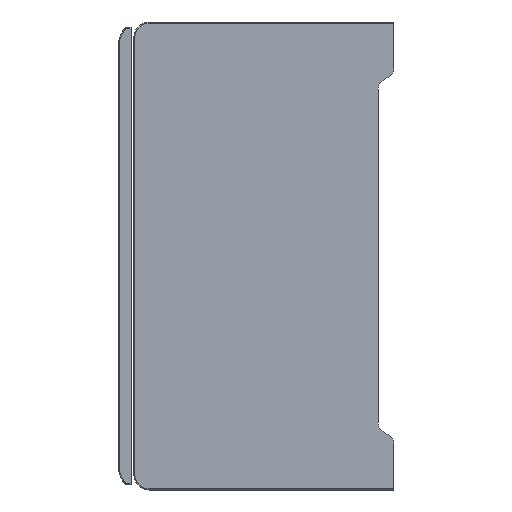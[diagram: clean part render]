
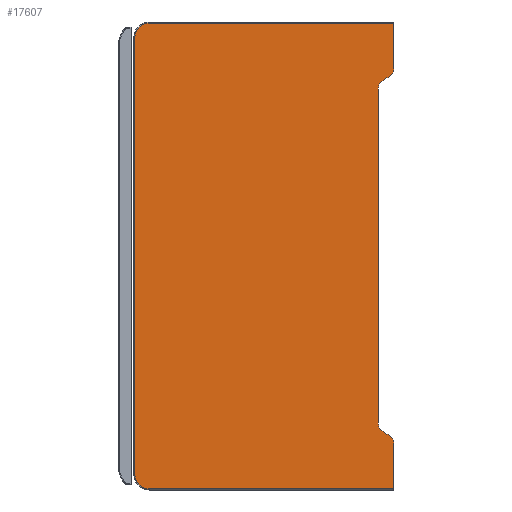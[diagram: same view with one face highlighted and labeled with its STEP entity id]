
A CAD part, left-side view. The second image highlights one B-rep face of the part: STEP entity #17607.
In plain terms, the highlighted planar face has unit normal (-1, 0, 0).
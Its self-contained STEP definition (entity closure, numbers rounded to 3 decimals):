
#2467=DIRECTION('',(0.,0.866,0.5));
#2468=VECTOR('',#2467,1.309);
#2469=CARTESIAN_POINT('',(-110.,0.866,-34.5));
#2470=LINE('',#2469,#2468);
#2471=CARTESIAN_POINT('',(-110.,1.732,-36.));
#2472=DIRECTION('',(1.,0.,0.));
#2473=DIRECTION('',(0.,-0.5,0.866));
#2474=AXIS2_PLACEMENT_3D('',#2471,#2472,#2473);
#2476=DIRECTION('',(0.,0.,-1.));
#2477=VECTOR('',#2476,8.8);
#2478=CARTESIAN_POINT('',(-110.,0.,-36.));
#2479=LINE('',#2478,#2477);
#2480=DIRECTION('',(0.,1.,0.));
#2481=VECTOR('',#2480,47.);
#2482=CARTESIAN_POINT('',(-110.,0.,-44.8));
#2483=LINE('',#2482,#2481);
#2484=CARTESIAN_POINT('',(-110.,47.,-42.));
#2485=DIRECTION('',(1.,0.,0.));
#2486=DIRECTION('',(0.,0.,-1.));
#2487=AXIS2_PLACEMENT_3D('',#2484,#2485,#2486);
#2489=DIRECTION('',(0.,0.,1.));
#2490=VECTOR('',#2489,84.);
#2491=CARTESIAN_POINT('',(-110.,49.8,-42.));
#2492=LINE('',#2491,#2490);
#2493=CARTESIAN_POINT('',(-110.,47.,42.));
#2494=DIRECTION('',(1.,0.,0.));
#2495=DIRECTION('',(0.,1.,0.));
#2496=AXIS2_PLACEMENT_3D('',#2493,#2494,#2495);
#2498=DIRECTION('',(0.,-1.,0.));
#2499=VECTOR('',#2498,47.);
#2500=CARTESIAN_POINT('',(-110.,47.,44.8));
#2501=LINE('',#2500,#2499);
#2502=DIRECTION('',(0.,0.,-1.));
#2503=VECTOR('',#2502,8.8);
#2504=CARTESIAN_POINT('',(-110.,0.,44.8));
#2505=LINE('',#2504,#2503);
#2506=CARTESIAN_POINT('',(-110.,1.732,36.));
#2507=DIRECTION('',(1.,0.,0.));
#2508=DIRECTION('',(0.,-1.,0.));
#2509=AXIS2_PLACEMENT_3D('',#2506,#2507,#2508);
#2511=DIRECTION('',(0.,-0.866,0.5));
#2512=VECTOR('',#2511,1.309);
#2513=CARTESIAN_POINT('',(-110.,2.,33.845));
#2514=LINE('',#2513,#2512);
#2515=CARTESIAN_POINT('',(-110.,1.,32.113));
#2516=DIRECTION('',(1.,0.,0.));
#2517=DIRECTION('',(0.,1.,0.));
#2518=AXIS2_PLACEMENT_3D('',#2515,#2516,#2517);
#2520=DIRECTION('',(0.,0.,1.));
#2521=VECTOR('',#2520,64.226);
#2522=CARTESIAN_POINT('',(-110.,3.,-32.113));
#2523=LINE('',#2522,#2521);
#2524=CARTESIAN_POINT('',(-110.,1.,-32.113));
#2525=DIRECTION('',(1.,0.,0.));
#2526=DIRECTION('',(0.,0.5,-0.866));
#2527=AXIS2_PLACEMENT_3D('',#2524,#2525,#2526);
#12018=CARTESIAN_POINT('',(-110.,0.,44.8));
#12020=VERTEX_POINT('',#12018);
#12021=CARTESIAN_POINT('',(-110.,47.,44.8));
#12022=VERTEX_POINT('',#12021);
#12027=CARTESIAN_POINT('',(-110.,49.8,42.));
#12028=VERTEX_POINT('',#12027);
#12031=CARTESIAN_POINT('',(-110.,49.8,-42.));
#12032=VERTEX_POINT('',#12031);
#12035=CARTESIAN_POINT('',(-110.,47.,-44.8));
#12036=VERTEX_POINT('',#12035);
#12037=CARTESIAN_POINT('',(-110.,0.,-44.8));
#12039=VERTEX_POINT('',#12037);
#12121=CARTESIAN_POINT('',(-110.,0.866,-34.5));
#12122=CARTESIAN_POINT('',(-110.,2.,-33.845));
#12123=VERTEX_POINT('',#12121);
#12124=VERTEX_POINT('',#12122);
#12125=CARTESIAN_POINT('',(-110.,3.,-32.113));
#12126=VERTEX_POINT('',#12125);
#12127=CARTESIAN_POINT('',(-110.,3.,32.113));
#12128=VERTEX_POINT('',#12127);
#12129=CARTESIAN_POINT('',(-110.,2.,33.845));
#12130=VERTEX_POINT('',#12129);
#12131=CARTESIAN_POINT('',(-110.,0.866,34.5));
#12132=VERTEX_POINT('',#12131);
#12133=CARTESIAN_POINT('',(-110.,0.,36.));
#12134=VERTEX_POINT('',#12133);
#12135=CARTESIAN_POINT('',(-110.,0.,-36.));
#12136=VERTEX_POINT('',#12135);
#17583=CARTESIAN_POINT('',(-110.,0.,-45.));
#17584=DIRECTION('',(-1.,0.,0.));
#17585=DIRECTION('',(0.,0.,1.));
#17586=AXIS2_PLACEMENT_3D('',#17583,#17584,#17585);
#17587=PLANE('',#17586);
#17588=ORIENTED_EDGE('',*,*,#14795,.F.);
#17589=ORIENTED_EDGE('',*,*,#14773,.T.);
#17590=ORIENTED_EDGE('',*,*,#14751,.T.);
#17592=ORIENTED_EDGE('',*,*,#17591,.T.);
#17594=ORIENTED_EDGE('',*,*,#17593,.T.);
#17596=ORIENTED_EDGE('',*,*,#17595,.T.);
#17597=ORIENTED_EDGE('',*,*,#17549,.T.);
#17598=ORIENTED_EDGE('',*,*,#17569,.T.);
#17599=ORIENTED_EDGE('',*,*,#14953,.T.);
#17600=ORIENTED_EDGE('',*,*,#14929,.T.);
#17601=ORIENTED_EDGE('',*,*,#14907,.F.);
#17602=ORIENTED_EDGE('',*,*,#14885,.F.);
#17603=ORIENTED_EDGE('',*,*,#14839,.F.);
#17604=ORIENTED_EDGE('',*,*,#14817,.F.);
#17605=EDGE_LOOP('',(#17588,#17589,#17590,#17592,#17594,#17596,#17597,#17598,
#17599,#17600,#17601,#17602,#17603,#17604));
#17606=FACE_OUTER_BOUND('',#17605,.F.);
#17607=ADVANCED_FACE('',(#17606),#17587,.T.);
#2475=CIRCLE('',#2474,1.732);
#2488=CIRCLE('',#2487,2.8);
#2497=CIRCLE('',#2496,2.8);
#2510=CIRCLE('',#2509,1.732);
#2519=CIRCLE('',#2518,2.);
#2528=CIRCLE('',#2527,2.);
#14751=EDGE_CURVE('',#12136,#12039,#2479,.T.);
#14773=EDGE_CURVE('',#12123,#12136,#2475,.T.);
#14795=EDGE_CURVE('',#12123,#12124,#2470,.T.);
#14817=EDGE_CURVE('',#12124,#12126,#2528,.T.);
#14839=EDGE_CURVE('',#12126,#12128,#2523,.T.);
#14885=EDGE_CURVE('',#12128,#12130,#2519,.T.);
#14907=EDGE_CURVE('',#12130,#12132,#2514,.T.);
#14929=EDGE_CURVE('',#12134,#12132,#2510,.T.);
#14953=EDGE_CURVE('',#12020,#12134,#2505,.T.);
#17549=EDGE_CURVE('',#12028,#12022,#2497,.T.);
#17569=EDGE_CURVE('',#12022,#12020,#2501,.T.);
#17591=EDGE_CURVE('',#12039,#12036,#2483,.T.);
#17593=EDGE_CURVE('',#12036,#12032,#2488,.T.);
#17595=EDGE_CURVE('',#12032,#12028,#2492,.T.);
